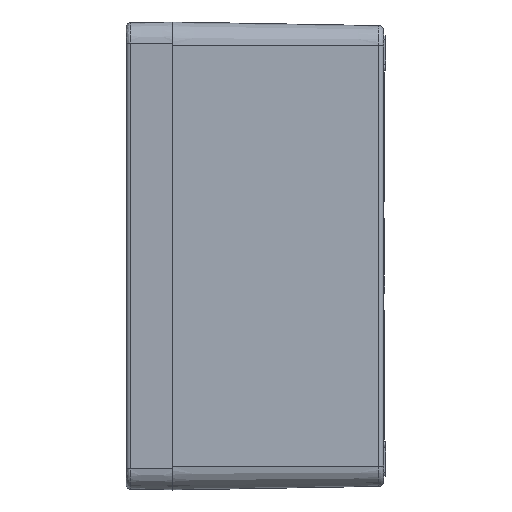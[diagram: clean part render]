
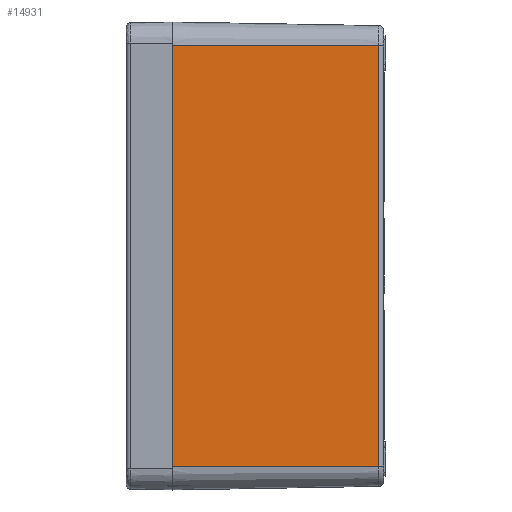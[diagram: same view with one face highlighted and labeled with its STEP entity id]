
A CAD part, left-side view. The second image highlights one B-rep face of the part: STEP entity #14931.
In plain terms, the highlighted planar face has unit normal (-1, -0.018, 0).
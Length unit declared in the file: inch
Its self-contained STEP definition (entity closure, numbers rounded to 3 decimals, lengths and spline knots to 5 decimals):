
#493 = ORIENTED_EDGE ( 'NONE', *, *, #22269, .T. ) ;
#2452 = DIRECTION ( 'NONE',  ( -0.017, 1., 0. ) ) ;
#2837 = VERTEX_POINT ( 'NONE', #32842 ) ;
#3114 = CARTESIAN_POINT ( 'NONE',  ( -4.46706, -3.46594, -3.54331 ) ) ;
#3478 = LINE ( 'NONE', #16834, #17208 ) ;
#4606 = ORIENTED_EDGE ( 'NONE', *, *, #20380, .T. ) ;
#6130 = CARTESIAN_POINT ( 'NONE',  ( -4.46706, -3.46594, 3.54331 ) ) ;
#7118 = ORIENTED_EDGE ( 'NONE', *, *, #16497, .F. ) ;
#9586 = DIRECTION ( 'NONE',  ( 0.017, -1., 0. ) ) ;
#11580 = VECTOR ( 'NONE', #34445, 39.37008 ) ;
#11918 = VECTOR ( 'NONE', #30772, 39.37008 ) ;
#12230 = CARTESIAN_POINT ( 'NONE',  ( -4.52756, 0., -3.54331 ) ) ;
#12654 = DIRECTION ( 'NONE',  ( -1., -0.017, 0. ) ) ;
#13337 = FACE_OUTER_BOUND ( 'NONE', #18841, .T. ) ;
#14931 = ADVANCED_FACE ( 'NONE', ( #13337 ), #21084, .T. ) ;
#15476 = CARTESIAN_POINT ( 'NONE',  ( -4.52756, 0., -3.54331 ) ) ;
#15912 = AXIS2_PLACEMENT_3D ( 'NONE', #31802, #12654, #2452 ) ;
#16497 = EDGE_CURVE ( 'NONE', #32629, #31800, #33759, .T. ) ;
#16834 = CARTESIAN_POINT ( 'NONE',  ( -4.52756, 0., 3.54331 ) ) ;
#17208 = VECTOR ( 'NONE', #30542, 39.37008 ) ;
#18841 = EDGE_LOOP ( 'NONE', ( #4606, #493, #7118, #25348 ) ) ;
#20380 = EDGE_CURVE ( 'NONE', #2837, #32929, #26012, .T. ) ;
#20649 = EDGE_CURVE ( 'NONE', #32629, #2837, #3478, .T. ) ;
#21084 = PLANE ( 'NONE',  #15912 ) ;
#21753 = CARTESIAN_POINT ( 'NONE',  ( -4.52756, 0., -3.54331 ) ) ;
#22269 = EDGE_CURVE ( 'NONE', #32929, #31800, #23454, .T. ) ;
#23454 = LINE ( 'NONE', #12230, #25994 ) ;
#25348 = ORIENTED_EDGE ( 'NONE', *, *, #20649, .T. ) ;
#25994 = VECTOR ( 'NONE', #9586, 39.37008 ) ;
#26012 = LINE ( 'NONE', #15476, #11580 ) ;
#30542 = DIRECTION ( 'NONE',  ( -0.017, 1., 0. ) ) ;
#30772 = DIRECTION ( 'NONE',  ( 0., 0., -1. ) ) ;
#30949 = CARTESIAN_POINT ( 'NONE',  ( -4.46706, -3.46594, -1.77165 ) ) ;
#31800 = VERTEX_POINT ( 'NONE', #3114 ) ;
#31802 = CARTESIAN_POINT ( 'NONE',  ( -4.52756, 0., -3.54331 ) ) ;
#32629 = VERTEX_POINT ( 'NONE', #6130 ) ;
#32842 = CARTESIAN_POINT ( 'NONE',  ( -4.52756, 0., 3.54331 ) ) ;
#32929 = VERTEX_POINT ( 'NONE', #21753 ) ;
#33759 = LINE ( 'NONE', #30949, #11918 ) ;
#34445 = DIRECTION ( 'NONE',  ( 0., 0., -1. ) ) ;
